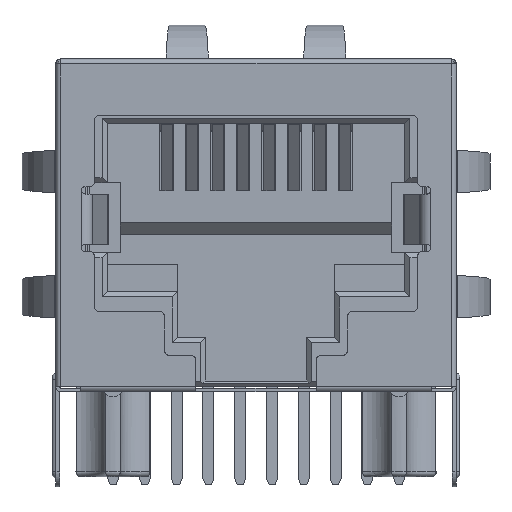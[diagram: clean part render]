
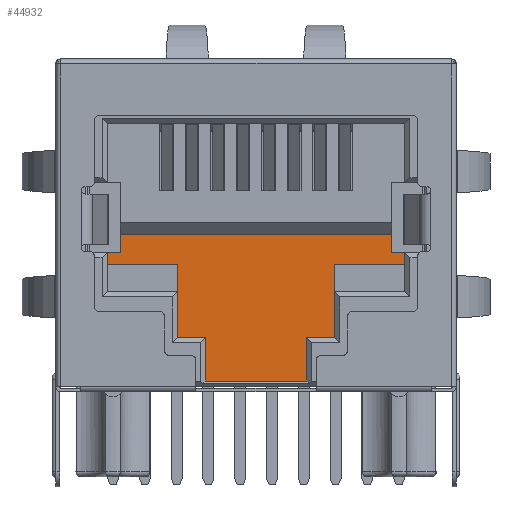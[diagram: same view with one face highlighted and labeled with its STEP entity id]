
A CAD part, front view. The second image highlights one B-rep face of the part: STEP entity #44932.
In plain terms, the highlighted planar face has unit normal (0, -1, 0).
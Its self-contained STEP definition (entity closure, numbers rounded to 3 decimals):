
#1869=ORIENTED_EDGE('',*,*,#11882,.F.);
#1870=ORIENTED_EDGE('',*,*,#11883,.T.);
#1871=ORIENTED_EDGE('',*,*,#11884,.F.);
#1872=ORIENTED_EDGE('',*,*,#11885,.F.);
#1873=ORIENTED_EDGE('',*,*,#11886,.F.);
#1874=ORIENTED_EDGE('',*,*,#11887,.F.);
#1875=ORIENTED_EDGE('',*,*,#11888,.T.);
#1876=ORIENTED_EDGE('',*,*,#11889,.T.);
#1877=ORIENTED_EDGE('',*,*,#11890,.F.);
#1878=ORIENTED_EDGE('',*,*,#11891,.T.);
#1879=ORIENTED_EDGE('',*,*,#11892,.T.);
#1880=ORIENTED_EDGE('',*,*,#11893,.T.);
#1881=ORIENTED_EDGE('',*,*,#11894,.T.);
#1882=ORIENTED_EDGE('',*,*,#11895,.T.);
#1883=ORIENTED_EDGE('',*,*,#11896,.T.);
#1884=ORIENTED_EDGE('',*,*,#11897,.T.);
#1885=ORIENTED_EDGE('',*,*,#11898,.T.);
#1886=ORIENTED_EDGE('',*,*,#11899,.T.);
#1887=ORIENTED_EDGE('',*,*,#11900,.T.);
#1888=ORIENTED_EDGE('',*,*,#11901,.F.);
#11882=EDGE_CURVE('',#16877,#16878,#20167,.T.);
#11883=EDGE_CURVE('',#16877,#16879,#20168,.T.);
#11884=EDGE_CURVE('',#16880,#16879,#20169,.T.);
#11885=EDGE_CURVE('',#16881,#16880,#20170,.T.);
#11886=EDGE_CURVE('',#16882,#16881,#20171,.T.);
#11887=EDGE_CURVE('',#16883,#16882,#20172,.T.);
#11888=EDGE_CURVE('',#16883,#16884,#20173,.T.);
#11889=EDGE_CURVE('',#16884,#16885,#20174,.T.);
#11890=EDGE_CURVE('',#16886,#16885,#20175,.T.);
#11891=EDGE_CURVE('',#16886,#16887,#20176,.T.);
#11892=EDGE_CURVE('',#16887,#16888,#20177,.T.);
#11893=EDGE_CURVE('',#16888,#16889,#20178,.T.);
#11894=EDGE_CURVE('',#16889,#16890,#20179,.T.);
#11895=EDGE_CURVE('',#16890,#16891,#20180,.T.);
#11896=EDGE_CURVE('',#16891,#16892,#20181,.T.);
#11897=EDGE_CURVE('',#16892,#16893,#20182,.T.);
#11898=EDGE_CURVE('',#16893,#16894,#20183,.T.);
#11899=EDGE_CURVE('',#16894,#16895,#20184,.T.);
#11900=EDGE_CURVE('',#16895,#16896,#20185,.T.);
#11901=EDGE_CURVE('',#16878,#16896,#20186,.T.);
#16877=VERTEX_POINT('',#58148);
#16878=VERTEX_POINT('',#58149);
#16879=VERTEX_POINT('',#58151);
#16880=VERTEX_POINT('',#58153);
#16881=VERTEX_POINT('',#58155);
#16882=VERTEX_POINT('',#58157);
#16883=VERTEX_POINT('',#58159);
#16884=VERTEX_POINT('',#58161);
#16885=VERTEX_POINT('',#58163);
#16886=VERTEX_POINT('',#58165);
#16887=VERTEX_POINT('',#58167);
#16888=VERTEX_POINT('',#58169);
#16889=VERTEX_POINT('',#58171);
#16890=VERTEX_POINT('',#58173);
#16891=VERTEX_POINT('',#58175);
#16892=VERTEX_POINT('',#58177);
#16893=VERTEX_POINT('',#58179);
#16894=VERTEX_POINT('',#58181);
#16895=VERTEX_POINT('',#58183);
#16896=VERTEX_POINT('',#58185);
#20167=LINE('',#58147,#24050);
#20168=LINE('',#58150,#24051);
#20169=LINE('',#58152,#24052);
#20170=LINE('',#58154,#24053);
#20171=LINE('',#58156,#24054);
#20172=LINE('',#58158,#24055);
#20173=LINE('',#58160,#24056);
#20174=LINE('',#58162,#24057);
#20175=LINE('',#58164,#24058);
#20176=LINE('',#58166,#24059);
#20177=LINE('',#58168,#24060);
#20178=LINE('',#58170,#24061);
#20179=LINE('',#58172,#24062);
#20180=LINE('',#58174,#24063);
#20181=LINE('',#58176,#24064);
#20182=LINE('',#58178,#24065);
#20183=LINE('',#58180,#24066);
#20184=LINE('',#58182,#24067);
#20185=LINE('',#58184,#24068);
#20186=LINE('',#58186,#24069);
#24050=VECTOR('',#49327,1000.);
#24051=VECTOR('',#49328,1000.);
#24052=VECTOR('',#49329,1000.);
#24053=VECTOR('',#49330,1000.);
#24054=VECTOR('',#49331,1000.);
#24055=VECTOR('',#49332,1000.);
#24056=VECTOR('',#49333,1000.);
#24057=VECTOR('',#49334,1000.);
#24058=VECTOR('',#49335,1000.);
#24059=VECTOR('',#49336,1000.);
#24060=VECTOR('',#49337,1000.);
#24061=VECTOR('',#49338,1000.);
#24062=VECTOR('',#49339,1000.);
#24063=VECTOR('',#49340,1000.);
#24064=VECTOR('',#49341,1000.);
#24065=VECTOR('',#49342,1000.);
#24066=VECTOR('',#49343,1000.);
#24067=VECTOR('',#49344,1000.);
#24068=VECTOR('',#49345,1000.);
#24069=VECTOR('',#49346,1000.);
#27695=EDGE_LOOP('',(#1869,#1870,#1871,#1872,#1873,#1874,#1875,#1876,#1877,
#1878,#1879,#1880,#1881,#1882,#1883,#1884,#1885,#1886,#1887,#1888));
#29512=FACE_BOUND('',#27695,.T.);
#31328=PLANE('',#46694);
#44932=ADVANCED_FACE('',(#29512),#31328,.F.);
#46694=AXIS2_PLACEMENT_3D('',#58146,#49325,#49326);
#49325=DIRECTION('',(0.,1.,0.));
#49326=DIRECTION('',(0.,0.,1.));
#49327=DIRECTION('',(-1.,0.,0.));
#49328=DIRECTION('',(0.,0.,1.));
#49329=DIRECTION('',(-1.,0.,0.));
#49330=DIRECTION('',(0.,0.,-1.));
#49331=DIRECTION('',(1.,0.,0.));
#49332=DIRECTION('',(0.,0.,-1.));
#49333=DIRECTION('',(-1.,0.,0.));
#49334=DIRECTION('',(0.,0.,-1.));
#49335=DIRECTION('',(1.,0.,0.));
#49336=DIRECTION('',(0.,0.,-1.));
#49337=DIRECTION('',(1.,0.,0.));
#49338=DIRECTION('',(0.,0.,-1.));
#49339=DIRECTION('',(1.,0.,0.));
#49340=DIRECTION('',(0.,0.,-1.));
#49341=DIRECTION('',(-1.,0.,0.));
#49342=DIRECTION('',(0.,0.,-1.));
#49343=DIRECTION('',(1.,0.,0.));
#49344=DIRECTION('',(0.,0.,1.));
#49345=DIRECTION('',(-1.,0.,0.));
#49346=DIRECTION('',(0.,0.,-1.));
#58146=CARTESIAN_POINT('',(5.95,0.911,-0.31));
#58147=CARTESIAN_POINT('',(2.025,0.911,-4.42));
#58148=CARTESIAN_POINT('',(3.15,0.911,-4.42));
#58149=CARTESIAN_POINT('',(2.025,0.911,-4.42));
#58150=CARTESIAN_POINT('',(3.15,0.911,-4.42));
#58151=CARTESIAN_POINT('',(3.15,0.911,-1.53));
#58152=CARTESIAN_POINT('',(5.95,0.911,-1.53));
#58153=CARTESIAN_POINT('',(5.95,0.911,-1.53));
#58154=CARTESIAN_POINT('',(5.95,0.911,-0.31));
#58155=CARTESIAN_POINT('',(5.95,0.911,-1.04));
#58156=CARTESIAN_POINT('',(5.95,0.911,-1.04));
#58157=CARTESIAN_POINT('',(5.425,0.911,-1.04));
#58158=CARTESIAN_POINT('',(5.425,0.911,1.76));
#58159=CARTESIAN_POINT('',(5.425,0.911,-0.31));
#58160=CARTESIAN_POINT('',(5.95,0.911,-0.31));
#58161=CARTESIAN_POINT('',(-5.425,0.911,-0.31));
#58162=CARTESIAN_POINT('',(-5.425,0.911,1.76));
#58163=CARTESIAN_POINT('',(-5.425,0.911,-1.04));
#58164=CARTESIAN_POINT('',(-6.725,0.911,-1.04));
#58165=CARTESIAN_POINT('',(-5.95,0.911,-1.04));
#58166=CARTESIAN_POINT('',(-5.95,0.911,-0.31));
#58167=CARTESIAN_POINT('',(-5.95,0.911,-1.53));
#58168=CARTESIAN_POINT('',(-5.95,0.911,-1.53));
#58169=CARTESIAN_POINT('',(-3.15,0.911,-1.53));
#58170=CARTESIAN_POINT('',(-3.15,0.911,-1.53));
#58171=CARTESIAN_POINT('',(-3.15,0.911,-4.42));
#58172=CARTESIAN_POINT('',(-2.025,0.911,-4.42));
#58173=CARTESIAN_POINT('',(-2.025,0.911,-4.42));
#58174=CARTESIAN_POINT('',(-2.025,0.911,-5.8));
#58175=CARTESIAN_POINT('',(-2.025,0.911,-5.8));
#58176=CARTESIAN_POINT('',(2.03,0.911,-5.8));
#58177=CARTESIAN_POINT('',(-2.03,0.911,-5.8));
#58178=CARTESIAN_POINT('',(-2.03,0.911,-5.8));
#58179=CARTESIAN_POINT('',(-2.03,0.911,-6.17));
#58180=CARTESIAN_POINT('',(-2.03,0.911,-6.17));
#58181=CARTESIAN_POINT('',(2.03,0.911,-6.17));
#58182=CARTESIAN_POINT('',(2.03,0.911,-6.17));
#58183=CARTESIAN_POINT('',(2.03,0.911,-5.8));
#58184=CARTESIAN_POINT('',(2.03,0.911,-5.8));
#58185=CARTESIAN_POINT('',(2.025,0.911,-5.8));
#58186=CARTESIAN_POINT('',(2.025,0.911,-5.8));
